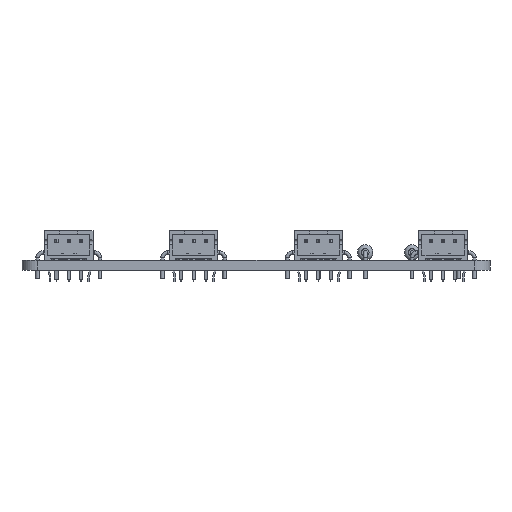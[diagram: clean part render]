
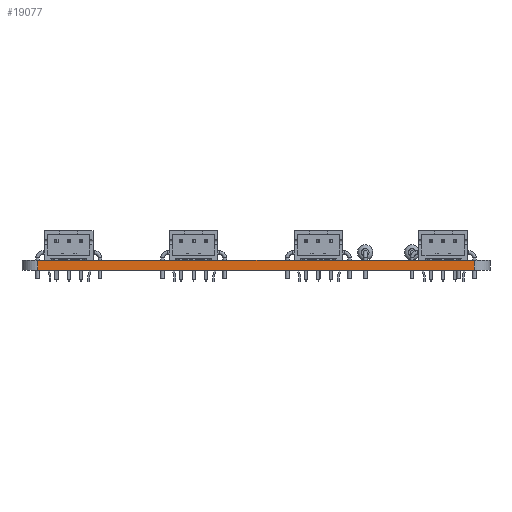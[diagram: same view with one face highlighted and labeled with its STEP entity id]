
A CAD part, front view. The second image highlights one B-rep face of the part: STEP entity #19077.
In plain terms, the highlighted planar face has unit normal (0, -1, 0).
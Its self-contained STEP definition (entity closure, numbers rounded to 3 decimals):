
#19077 = ADVANCED_FACE('',(#19078),#19092,.F.);
#19078 = FACE_BOUND('',#19079,.F.);
#19079 = EDGE_LOOP('',(#19080,#19115,#19143,#19171));
#19080 = ORIENTED_EDGE('',*,*,#19081,.T.);
#19081 = EDGE_CURVE('',#19082,#19084,#19086,.T.);
#19082 = VERTEX_POINT('',#19083);
#19083 = CARTESIAN_POINT('',(72.39,-121.92,0.));
#19084 = VERTEX_POINT('',#19085);
#19085 = CARTESIAN_POINT('',(72.39,-121.92,1.6));
#19086 = SURFACE_CURVE('',#19087,(#19091,#19103),.PCURVE_S1.);
#19087 = LINE('',#19088,#19089);
#19088 = CARTESIAN_POINT('',(72.39,-121.92,0.));
#19089 = VECTOR('',#19090,1.);
#19090 = DIRECTION('',(0.,0.,1.));
#19091 = PCURVE('',#19092,#19097);
#19092 = PLANE('',#19093);
#19093 = AXIS2_PLACEMENT_3D('',#19094,#19095,#19096);
#19094 = CARTESIAN_POINT('',(72.39,-121.92,0.));
#19095 = DIRECTION('',(0.,1.,0.));
#19096 = DIRECTION('',(1.,0.,0.));
#19097 = DEFINITIONAL_REPRESENTATION('',(#19098),#19102);
#19098 = LINE('',#19099,#19100);
#19099 = CARTESIAN_POINT('',(0.,0.));
#19100 = VECTOR('',#19101,1.);
#19101 = DIRECTION('',(0.,-1.));
#19102 = ( GEOMETRIC_REPRESENTATION_CONTEXT(2) 
PARAMETRIC_REPRESENTATION_CONTEXT() REPRESENTATION_CONTEXT('2D SPACE',''
  ) );
#19103 = PCURVE('',#19104,#19109);
#19104 = CYLINDRICAL_SURFACE('',#19105,2.54);
#19105 = AXIS2_PLACEMENT_3D('',#19106,#19107,#19108);
#19106 = CARTESIAN_POINT('',(72.39,-119.38,0.));
#19107 = DIRECTION('',(0.,0.,-1.));
#19108 = DIRECTION('',(1.,0.,0.));
#19109 = DEFINITIONAL_REPRESENTATION('',(#19110),#19114);
#19110 = LINE('',#19111,#19112);
#19111 = CARTESIAN_POINT('',(-4.712,0.));
#19112 = VECTOR('',#19113,1.);
#19113 = DIRECTION('',(0.,-1.));
#19114 = ( GEOMETRIC_REPRESENTATION_CONTEXT(2) 
PARAMETRIC_REPRESENTATION_CONTEXT() REPRESENTATION_CONTEXT('2D SPACE',''
  ) );
#19115 = ORIENTED_EDGE('',*,*,#19116,.T.);
#19116 = EDGE_CURVE('',#19084,#19117,#19119,.T.);
#19117 = VERTEX_POINT('',#19118);
#19118 = CARTESIAN_POINT('',(143.51,-121.92,1.6));
#19119 = SURFACE_CURVE('',#19120,(#19124,#19131),.PCURVE_S1.);
#19120 = LINE('',#19121,#19122);
#19121 = CARTESIAN_POINT('',(72.39,-121.92,1.6));
#19122 = VECTOR('',#19123,1.);
#19123 = DIRECTION('',(1.,0.,0.));
#19124 = PCURVE('',#19092,#19125);
#19125 = DEFINITIONAL_REPRESENTATION('',(#19126),#19130);
#19126 = LINE('',#19127,#19128);
#19127 = CARTESIAN_POINT('',(0.,-1.6));
#19128 = VECTOR('',#19129,1.);
#19129 = DIRECTION('',(1.,0.));
#19130 = ( GEOMETRIC_REPRESENTATION_CONTEXT(2) 
PARAMETRIC_REPRESENTATION_CONTEXT() REPRESENTATION_CONTEXT('2D SPACE',''
  ) );
#19131 = PCURVE('',#19132,#19137);
#19132 = PLANE('',#19133);
#19133 = AXIS2_PLACEMENT_3D('',#19134,#19135,#19136);
#19134 = CARTESIAN_POINT('',(107.95,-81.28,1.6));
#19135 = DIRECTION('',(0.,0.,1.));
#19136 = DIRECTION('',(1.,0.,0.));
#19137 = DEFINITIONAL_REPRESENTATION('',(#19138),#19142);
#19138 = LINE('',#19139,#19140);
#19139 = CARTESIAN_POINT('',(-35.56,-40.64));
#19140 = VECTOR('',#19141,1.);
#19141 = DIRECTION('',(1.,0.));
#19142 = ( GEOMETRIC_REPRESENTATION_CONTEXT(2) 
PARAMETRIC_REPRESENTATION_CONTEXT() REPRESENTATION_CONTEXT('2D SPACE',''
  ) );
#19143 = ORIENTED_EDGE('',*,*,#19144,.F.);
#19144 = EDGE_CURVE('',#19145,#19117,#19147,.T.);
#19145 = VERTEX_POINT('',#19146);
#19146 = CARTESIAN_POINT('',(143.51,-121.92,0.));
#19147 = SURFACE_CURVE('',#19148,(#19152,#19159),.PCURVE_S1.);
#19148 = LINE('',#19149,#19150);
#19149 = CARTESIAN_POINT('',(143.51,-121.92,0.));
#19150 = VECTOR('',#19151,1.);
#19151 = DIRECTION('',(0.,0.,1.));
#19152 = PCURVE('',#19092,#19153);
#19153 = DEFINITIONAL_REPRESENTATION('',(#19154),#19158);
#19154 = LINE('',#19155,#19156);
#19155 = CARTESIAN_POINT('',(71.12,0.));
#19156 = VECTOR('',#19157,1.);
#19157 = DIRECTION('',(0.,-1.));
#19158 = ( GEOMETRIC_REPRESENTATION_CONTEXT(2) 
PARAMETRIC_REPRESENTATION_CONTEXT() REPRESENTATION_CONTEXT('2D SPACE',''
  ) );
#19159 = PCURVE('',#19160,#19165);
#19160 = CYLINDRICAL_SURFACE('',#19161,2.54);
#19161 = AXIS2_PLACEMENT_3D('',#19162,#19163,#19164);
#19162 = CARTESIAN_POINT('',(143.51,-119.38,0.));
#19163 = DIRECTION('',(0.,0.,-1.));
#19164 = DIRECTION('',(1.,0.,0.));
#19165 = DEFINITIONAL_REPRESENTATION('',(#19166),#19170);
#19166 = LINE('',#19167,#19168);
#19167 = CARTESIAN_POINT('',(-4.712,0.));
#19168 = VECTOR('',#19169,1.);
#19169 = DIRECTION('',(0.,-1.));
#19170 = ( GEOMETRIC_REPRESENTATION_CONTEXT(2) 
PARAMETRIC_REPRESENTATION_CONTEXT() REPRESENTATION_CONTEXT('2D SPACE',''
  ) );
#19171 = ORIENTED_EDGE('',*,*,#19172,.F.);
#19172 = EDGE_CURVE('',#19082,#19145,#19173,.T.);
#19173 = SURFACE_CURVE('',#19174,(#19178,#19185),.PCURVE_S1.);
#19174 = LINE('',#19175,#19176);
#19175 = CARTESIAN_POINT('',(72.39,-121.92,0.));
#19176 = VECTOR('',#19177,1.);
#19177 = DIRECTION('',(1.,0.,0.));
#19178 = PCURVE('',#19092,#19179);
#19179 = DEFINITIONAL_REPRESENTATION('',(#19180),#19184);
#19180 = LINE('',#19181,#19182);
#19181 = CARTESIAN_POINT('',(0.,0.));
#19182 = VECTOR('',#19183,1.);
#19183 = DIRECTION('',(1.,0.));
#19184 = ( GEOMETRIC_REPRESENTATION_CONTEXT(2) 
PARAMETRIC_REPRESENTATION_CONTEXT() REPRESENTATION_CONTEXT('2D SPACE',''
  ) );
#19185 = PCURVE('',#19186,#19191);
#19186 = PLANE('',#19187);
#19187 = AXIS2_PLACEMENT_3D('',#19188,#19189,#19190);
#19188 = CARTESIAN_POINT('',(107.95,-81.28,0.));
#19189 = DIRECTION('',(0.,0.,1.));
#19190 = DIRECTION('',(1.,0.,0.));
#19191 = DEFINITIONAL_REPRESENTATION('',(#19192),#19196);
#19192 = LINE('',#19193,#19194);
#19193 = CARTESIAN_POINT('',(-35.56,-40.64));
#19194 = VECTOR('',#19195,1.);
#19195 = DIRECTION('',(1.,0.));
#19196 = ( GEOMETRIC_REPRESENTATION_CONTEXT(2) 
PARAMETRIC_REPRESENTATION_CONTEXT() REPRESENTATION_CONTEXT('2D SPACE',''
  ) );
